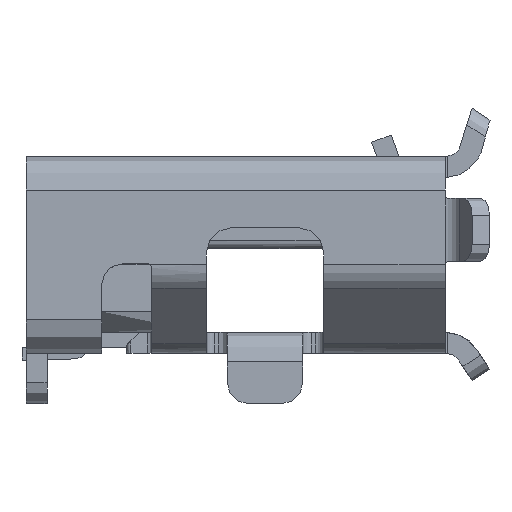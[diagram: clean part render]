
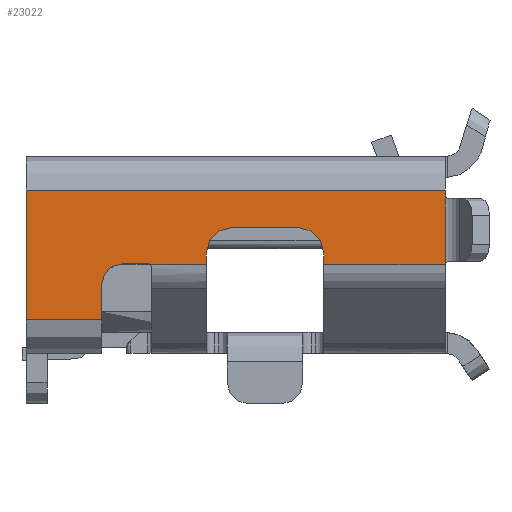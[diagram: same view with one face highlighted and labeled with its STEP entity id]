
A CAD part, left-side view. The second image highlights one B-rep face of the part: STEP entity #23022.
In plain terms, the highlighted planar face has unit normal (-1, 0, 0).
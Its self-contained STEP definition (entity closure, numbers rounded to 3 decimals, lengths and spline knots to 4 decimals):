
#1100=CIRCLE('',#24747,0.25);
#1101=CIRCLE('',#24748,0.05);
#1102=CIRCLE('',#24749,0.3);
#1103=CIRCLE('',#24750,0.3);
#2270=FACE_OUTER_BOUND('',#3534,.T.);
#3534=EDGE_LOOP('',(#18757,#18758,#18759,#18760,#18761,#18762,#18763,#18764,
#18765,#18766,#18767,#18768,#18769,#18770,#18771,#18772,#18773));
#5348=LINE('',#36512,#7850);
#5739=LINE('',#37611,#8241);
#5745=LINE('',#37628,#8247);
#5746=LINE('',#37632,#8248);
#5747=LINE('',#37634,#8249);
#5748=LINE('',#37635,#8250);
#5749=LINE('',#37639,#8251);
#5750=LINE('',#37643,#8252);
#5751=LINE('',#37645,#8253);
#5752=LINE('',#37649,#8254);
#5753=LINE('',#37653,#8255);
#5754=LINE('',#37655,#8256);
#5755=LINE('',#37656,#8257);
#7850=VECTOR('',#28484,0.42);
#8241=VECTOR('',#29399,1.55);
#8247=VECTOR('',#29421,0.9);
#8248=VECTOR('',#29424,0.81);
#8249=VECTOR('',#29425,0.07);
#8250=VECTOR('',#29426,5.);
#8251=VECTOR('',#29429,0.3);
#8252=VECTOR('',#29432,0.67);
#8253=VECTOR('',#29433,0.14);
#8254=VECTOR('',#29436,0.8);
#8255=VECTOR('',#29439,0.14);
#8256=VECTOR('',#29440,1.45);
#8257=VECTOR('',#29441,0.01);
#10153=VERTEX_POINT('',#36509);
#10154=VERTEX_POINT('',#36511);
#10565=VERTEX_POINT('',#37608);
#10566=VERTEX_POINT('',#37610);
#10570=VERTEX_POINT('',#37630);
#10571=VERTEX_POINT('',#37631);
#10572=VERTEX_POINT('',#37633);
#10573=VERTEX_POINT('',#37636);
#10574=VERTEX_POINT('',#37638);
#10575=VERTEX_POINT('',#37640);
#10576=VERTEX_POINT('',#37642);
#10577=VERTEX_POINT('',#37644);
#10578=VERTEX_POINT('',#37646);
#10579=VERTEX_POINT('',#37648);
#10580=VERTEX_POINT('',#37650);
#10581=VERTEX_POINT('',#37652);
#10582=VERTEX_POINT('',#37654);
#12940=EDGE_CURVE('',#10153,#10154,#5348,.T.);
#13477=EDGE_CURVE('',#10565,#10566,#5739,.T.);
#13487=EDGE_CURVE('',#10154,#10565,#5745,.T.);
#13488=EDGE_CURVE('',#10570,#10571,#5746,.T.);
#13489=EDGE_CURVE('',#10571,#10572,#5747,.T.);
#13490=EDGE_CURVE('',#10572,#10566,#5748,.T.);
#13491=EDGE_CURVE('',#10573,#10153,#1100,.T.);
#13492=EDGE_CURVE('',#10573,#10574,#5749,.T.);
#13493=EDGE_CURVE('',#10575,#10574,#1101,.T.);
#13494=EDGE_CURVE('',#10575,#10576,#5750,.T.);
#13495=EDGE_CURVE('',#10576,#10577,#5751,.T.);
#13496=EDGE_CURVE('',#10578,#10577,#1102,.T.);
#13497=EDGE_CURVE('',#10578,#10579,#5752,.T.);
#13498=EDGE_CURVE('',#10580,#10579,#1103,.T.);
#13499=EDGE_CURVE('',#10580,#10581,#5753,.T.);
#13500=EDGE_CURVE('',#10581,#10582,#5754,.T.);
#13501=EDGE_CURVE('',#10582,#10570,#5755,.T.);
#18757=ORIENTED_EDGE('',*,*,#13488,.T.);
#18758=ORIENTED_EDGE('',*,*,#13489,.T.);
#18759=ORIENTED_EDGE('',*,*,#13490,.T.);
#18760=ORIENTED_EDGE('',*,*,#13477,.F.);
#18761=ORIENTED_EDGE('',*,*,#13487,.F.);
#18762=ORIENTED_EDGE('',*,*,#12940,.F.);
#18763=ORIENTED_EDGE('',*,*,#13491,.F.);
#18764=ORIENTED_EDGE('',*,*,#13492,.T.);
#18765=ORIENTED_EDGE('',*,*,#13493,.F.);
#18766=ORIENTED_EDGE('',*,*,#13494,.T.);
#18767=ORIENTED_EDGE('',*,*,#13495,.T.);
#18768=ORIENTED_EDGE('',*,*,#13496,.F.);
#18769=ORIENTED_EDGE('',*,*,#13497,.T.);
#18770=ORIENTED_EDGE('',*,*,#13498,.F.);
#18771=ORIENTED_EDGE('',*,*,#13499,.T.);
#18772=ORIENTED_EDGE('',*,*,#13500,.T.);
#18773=ORIENTED_EDGE('',*,*,#13501,.T.);
#22002=PLANE('',#24746);
#23022=ADVANCED_FACE('',(#2270),#22002,.F.);
#24746=AXIS2_PLACEMENT_3D('',#37629,#29422,#29423);
#24747=AXIS2_PLACEMENT_3D('',#37637,#29427,#29428);
#24748=AXIS2_PLACEMENT_3D('',#37641,#29430,#29431);
#24749=AXIS2_PLACEMENT_3D('',#37647,#29434,#29435);
#24750=AXIS2_PLACEMENT_3D('',#37651,#29437,#29438);
#28484=DIRECTION('',(0.,-1.,0.));
#29399=DIRECTION('',(0.,1.,0.));
#29421=DIRECTION('',(0.,0.,-1.));
#29422=DIRECTION('center_axis',(1.,0.,0.));
#29423=DIRECTION('ref_axis',(0.,-1.,0.));
#29424=DIRECTION('',(0.,1.,0.));
#29425=DIRECTION('',(0.,1.,0.));
#29426=DIRECTION('',(0.,0.,-1.));
#29427=DIRECTION('center_axis',(-1.,0.,0.));
#29428=DIRECTION('ref_axis',(0.,1.,0.));
#29429=DIRECTION('',(0.,0.,1.));
#29430=DIRECTION('center_axis',(-1.,0.,0.));
#29431=DIRECTION('ref_axis',(0.,0.8,0.6));
#29432=DIRECTION('',(0.,0.,1.));
#29433=DIRECTION('',(0.,1.,0.));
#29434=DIRECTION('center_axis',(-1.,0.,0.));
#29435=DIRECTION('ref_axis',(0.,1.,0.));
#29436=DIRECTION('',(0.,0.,1.));
#29437=DIRECTION('center_axis',(-1.,0.,0.));
#29438=DIRECTION('ref_axis',(0.,0.,1.));
#29439=DIRECTION('',(0.,-1.,0.));
#29440=DIRECTION('',(0.,0.,1.));
#29441=DIRECTION('',(0.,1.,0.));
#36509=CARTESIAN_POINT('',(71.3,1.27,1.2));
#36511=CARTESIAN_POINT('',(71.3,0.85,1.2));
#36512=CARTESIAN_POINT('',(71.3,1.27,1.2));
#37608=CARTESIAN_POINT('',(71.3,0.85,0.3));
#37610=CARTESIAN_POINT('',(71.3,2.4,0.3));
#37611=CARTESIAN_POINT('',(71.3,0.85,0.3));
#37628=CARTESIAN_POINT('',(71.3,0.85,1.2));
#37629=CARTESIAN_POINT('Origin',(71.3,1.625,2.8));
#37630=CARTESIAN_POINT('',(71.3,1.52,5.3));
#37631=CARTESIAN_POINT('',(71.3,2.33,5.3));
#37632=CARTESIAN_POINT('',(71.3,1.52,5.3));
#37633=CARTESIAN_POINT('',(71.3,2.4,5.3));
#37634=CARTESIAN_POINT('',(71.3,2.33,5.3));
#37635=CARTESIAN_POINT('',(71.3,2.4,5.3));
#37636=CARTESIAN_POINT('',(71.3,1.52,1.45));
#37637=CARTESIAN_POINT('Origin',(71.3,1.27,1.45));
#37638=CARTESIAN_POINT('',(71.3,1.52,1.75));
#37639=CARTESIAN_POINT('',(71.3,1.52,2.2));
#37640=CARTESIAN_POINT('',(71.3,1.51,1.78));
#37641=CARTESIAN_POINT('Origin',(71.3,1.47,1.75));
#37642=CARTESIAN_POINT('',(71.3,1.51,2.45));
#37643=CARTESIAN_POINT('',(71.3,1.51,1.78));
#37644=CARTESIAN_POINT('',(71.3,1.65,2.45));
#37645=CARTESIAN_POINT('',(71.3,1.3386,2.45));
#37646=CARTESIAN_POINT('',(71.3,1.95,2.75));
#37647=CARTESIAN_POINT('Origin',(71.3,1.65,2.75));
#37648=CARTESIAN_POINT('',(71.3,1.95,3.55));
#37649=CARTESIAN_POINT('',(71.3,1.95,2.75));
#37650=CARTESIAN_POINT('',(71.3,1.65,3.85));
#37651=CARTESIAN_POINT('Origin',(71.3,1.65,3.55));
#37652=CARTESIAN_POINT('',(71.3,1.51,3.85));
#37653=CARTESIAN_POINT('',(71.3,1.65,3.85));
#37654=CARTESIAN_POINT('',(71.3,1.51,5.3));
#37655=CARTESIAN_POINT('',(71.3,1.51,3.85));
#37656=CARTESIAN_POINT('',(71.3,1.305,5.3));
